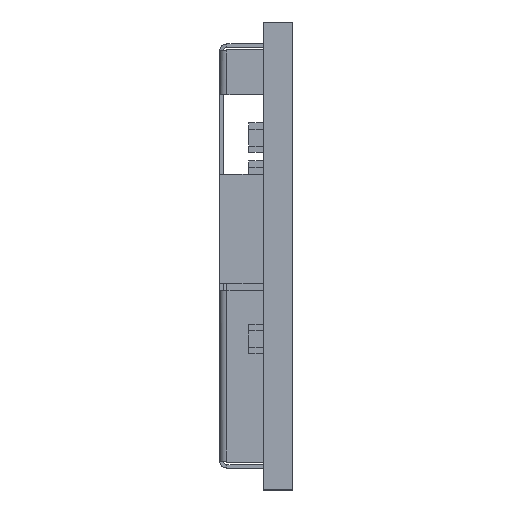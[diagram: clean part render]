
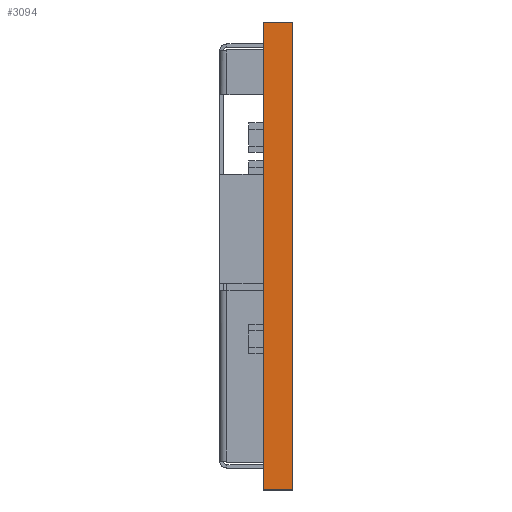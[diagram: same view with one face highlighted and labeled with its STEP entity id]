
A CAD part, left-side view. The second image highlights one B-rep face of the part: STEP entity #3094.
In plain terms, the highlighted planar face has unit normal (-1, 0, 0).
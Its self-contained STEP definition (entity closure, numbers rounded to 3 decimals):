
#112 = PLANE ( 'NONE',  #8680 ) ;
#240 = CARTESIAN_POINT ( 'NONE',  ( -7.5, 0., -6.45 ) ) ;
#295 = EDGE_CURVE ( 'NONE', #6097, #12585, #1644, .T. ) ;
#702 = CARTESIAN_POINT ( 'NONE',  ( -7.5, 0.8, 6.45 ) ) ;
#1644 = LINE ( 'NONE', #14114, #8197 ) ;
#1745 = LINE ( 'NONE', #13150, #2480 ) ;
#1868 = ORIENTED_EDGE ( 'NONE', *, *, #12200, .T. ) ;
#2388 = DIRECTION ( 'NONE',  ( 0., 0., -1. ) ) ;
#2441 = DIRECTION ( 'NONE',  ( 1., 0., 0. ) ) ;
#2480 = VECTOR ( 'NONE', #6004, 1000. ) ;
#2486 = CARTESIAN_POINT ( 'NONE',  ( -7.5, 0.8, 6.45 ) ) ;
#2785 = VERTEX_POINT ( 'NONE', #240 ) ;
#3094 = ADVANCED_FACE ( 'NONE', ( #6242 ), #112, .F. ) ;
#3565 = EDGE_LOOP ( 'NONE', ( #8236, #6623, #8737, #1868 ) ) ;
#3908 = VECTOR ( 'NONE', #6883, 1000. ) ;
#5750 = LINE ( 'NONE', #11908, #3908 ) ;
#6004 = DIRECTION ( 'NONE',  ( 0., 0., 1. ) ) ;
#6097 = VERTEX_POINT ( 'NONE', #11888 ) ;
#6242 = FACE_OUTER_BOUND ( 'NONE', #3565, .T. ) ;
#6623 = ORIENTED_EDGE ( 'NONE', *, *, #9088, .F. ) ;
#6883 = DIRECTION ( 'NONE',  ( 0., -1., 0. ) ) ;
#6927 = VECTOR ( 'NONE', #13661, 1000. ) ;
#7908 = EDGE_CURVE ( 'NONE', #2785, #14344, #1745, .T. ) ;
#8197 = VECTOR ( 'NONE', #11664, 1000. ) ;
#8236 = ORIENTED_EDGE ( 'NONE', *, *, #7908, .T. ) ;
#8680 = AXIS2_PLACEMENT_3D ( 'NONE', #2486, #2441, #2388 ) ;
#8737 = ORIENTED_EDGE ( 'NONE', *, *, #295, .F. ) ;
#9088 = EDGE_CURVE ( 'NONE', #12585, #14344, #10686, .T. ) ;
#10319 = CARTESIAN_POINT ( 'NONE',  ( -7.5, 0., 6.45 ) ) ;
#10686 = LINE ( 'NONE', #12365, #6927 ) ;
#11664 = DIRECTION ( 'NONE',  ( 0., 0., 1. ) ) ;
#11888 = CARTESIAN_POINT ( 'NONE',  ( -7.5, 0.8, -6.45 ) ) ;
#11908 = CARTESIAN_POINT ( 'NONE',  ( -7.5, 0.8, -6.45 ) ) ;
#12200 = EDGE_CURVE ( 'NONE', #6097, #2785, #5750, .T. ) ;
#12365 = CARTESIAN_POINT ( 'NONE',  ( -7.5, 0.8, 6.45 ) ) ;
#12585 = VERTEX_POINT ( 'NONE', #702 ) ;
#13150 = CARTESIAN_POINT ( 'NONE',  ( -7.5, 0., 6.45 ) ) ;
#13661 = DIRECTION ( 'NONE',  ( 0., -1., 0. ) ) ;
#14114 = CARTESIAN_POINT ( 'NONE',  ( -7.5, 0.8, 6.45 ) ) ;
#14344 = VERTEX_POINT ( 'NONE', #10319 ) ;
